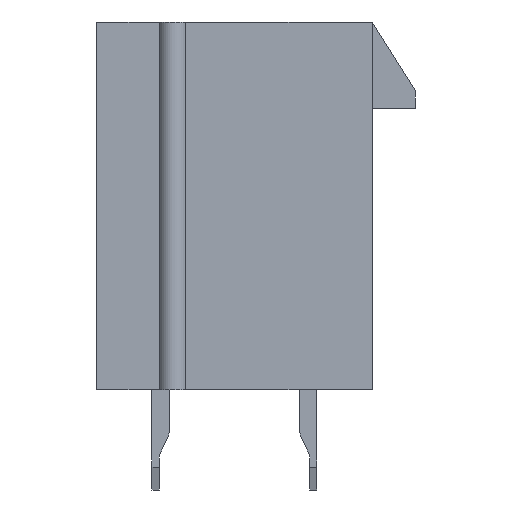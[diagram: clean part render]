
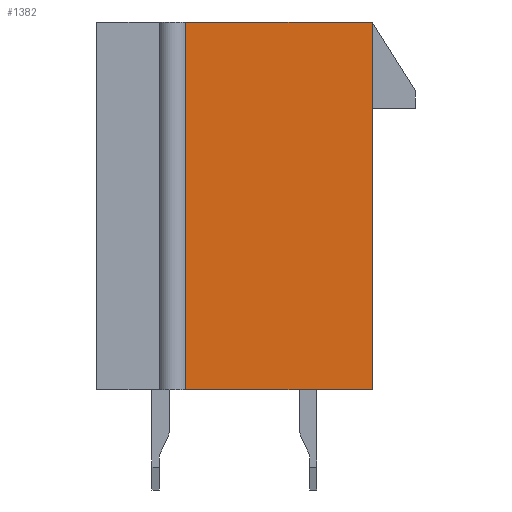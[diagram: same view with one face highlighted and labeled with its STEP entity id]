
A CAD part, left-side view. The second image highlights one B-rep face of the part: STEP entity #1382.
In plain terms, the highlighted planar face has unit normal (-1, 0, 0).
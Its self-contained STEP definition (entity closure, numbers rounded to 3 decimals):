
#1382 = ADVANCED_FACE( '', ( #2781 ), #2782, .T. );
#2781 = FACE_OUTER_BOUND( '', #4220, .T. );
#2782 = PLANE( '', #4221 );
#4220 = EDGE_LOOP( '', ( #8313, #8314, #8315, #8316 ) );
#4221 = AXIS2_PLACEMENT_3D( '', #8317, #8318, #8319 );
#8313 = ORIENTED_EDGE( '', *, *, #10163, .T. );
#8314 = ORIENTED_EDGE( '', *, *, #9523, .F. );
#8315 = ORIENTED_EDGE( '', *, *, #10735, .T. );
#8316 = ORIENTED_EDGE( '', *, *, #10873, .T. );
#8317 = CARTESIAN_POINT( '', ( -17.45, 0., 0. ) );
#8318 = DIRECTION( '', ( -1., 0., 0. ) );
#8319 = DIRECTION( '', ( 0., 0., 1. ) );
#9523 = EDGE_CURVE( '', #11640, #11635, #11642, .T. );
#10163 = EDGE_CURVE( '', #12720, #11635, #12721, .T. );
#10735 = EDGE_CURVE( '', #11640, #13545, #13547, .T. );
#10873 = EDGE_CURVE( '', #13545, #12720, #13720, .T. );
#11635 = VERTEX_POINT( '', #14718 );
#11640 = VERTEX_POINT( '', #14724 );
#11642 = LINE( '', #14726, #14727 );
#12720 = VERTEX_POINT( '', #16315 );
#12721 = LINE( '', #16316, #16317 );
#13545 = VERTEX_POINT( '', #17565 );
#13547 = LINE( '', #17568, #17569 );
#13720 = LINE( '', #17833, #17834 );
#14718 = CARTESIAN_POINT( '', ( -17.45, 1.7, 6.4 ) );
#14724 = CARTESIAN_POINT( '', ( -17.45, 1.7, -6.4 ) );
#14726 = CARTESIAN_POINT( '', ( -17.45, 1.7, -6.4 ) );
#14727 = VECTOR( '', #18628, 1000. );
#16315 = CARTESIAN_POINT( '', ( -17.45, -4.8, 6.4 ) );
#16316 = CARTESIAN_POINT( '', ( -17.45, -4.8, 6.4 ) );
#16317 = VECTOR( '', #19232, 1000. );
#17565 = CARTESIAN_POINT( '', ( -17.45, -4.8, -6.4 ) );
#17568 = CARTESIAN_POINT( '', ( -17.45, 4.8, -6.4 ) );
#17569 = VECTOR( '', #19709, 1000. );
#17833 = CARTESIAN_POINT( '', ( -17.45, -4.8, -6.4 ) );
#17834 = VECTOR( '', #19819, 1000. );
#18628 = DIRECTION( '', ( 0., 0., 1. ) );
#19232 = DIRECTION( '', ( 0., 1., 0. ) );
#19709 = DIRECTION( '', ( 0., -1., 0. ) );
#19819 = DIRECTION( '', ( 0., 0., 1. ) );
